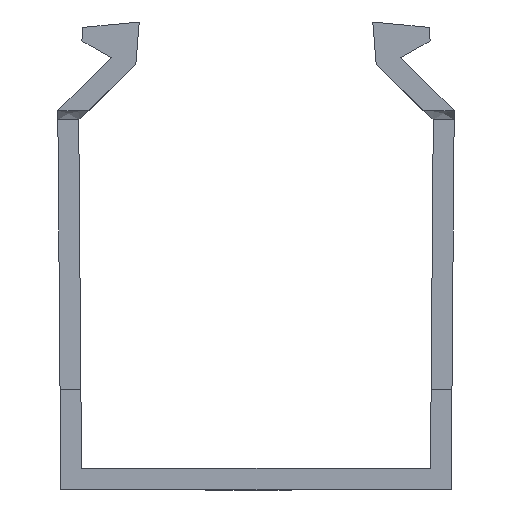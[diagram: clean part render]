
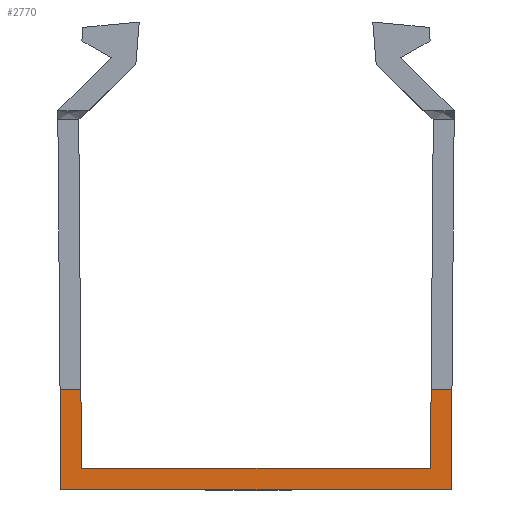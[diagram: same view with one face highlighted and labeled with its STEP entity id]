
A CAD part, left-side view. The second image highlights one B-rep face of the part: STEP entity #2770.
In plain terms, the highlighted planar face has unit normal (-1, 0, 0).
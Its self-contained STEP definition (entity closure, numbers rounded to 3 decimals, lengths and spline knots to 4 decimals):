
#2770=ADVANCED_FACE('',(#7216),#5192,.F.);
#5192=PLANE('',#52085);
#7216=FACE_OUTER_BOUND('',#9674,.T.);
#9674=EDGE_LOOP('',(#18385,#18386,#18387,#18388,#18389,#18390,#18391,#18392));
#18385=ORIENTED_EDGE('',*,*,#32585,.F.);
#18386=ORIENTED_EDGE('',*,*,#36475,.T.);
#18387=ORIENTED_EDGE('',*,*,#30374,.T.);
#18388=ORIENTED_EDGE('',*,*,#36397,.F.);
#18389=ORIENTED_EDGE('',*,*,#31093,.F.);
#18390=ORIENTED_EDGE('',*,*,#36476,.T.);
#18391=ORIENTED_EDGE('',*,*,#31144,.T.);
#18392=ORIENTED_EDGE('',*,*,#36471,.T.);
#25534=VERTEX_POINT('',#65249);
#25535=VERTEX_POINT('',#65251);
#26253=VERTEX_POINT('',#66688);
#26254=VERTEX_POINT('',#66690);
#26292=VERTEX_POINT('',#66893);
#26293=VERTEX_POINT('',#66895);
#27731=VERTEX_POINT('',#78954);
#27732=VERTEX_POINT('',#78956);
#30374=EDGE_CURVE('',#25535,#25534,#37634,.T.);
#31093=EDGE_CURVE('',#26253,#26254,#38353,.T.);
#31144=EDGE_CURVE('',#26293,#26292,#38400,.T.);
#32585=EDGE_CURVE('',#27731,#27732,#39481,.T.);
#36397=EDGE_CURVE('',#26254,#25534,#42901,.T.);
#36471=EDGE_CURVE('',#26292,#27732,#42939,.T.);
#36475=EDGE_CURVE('',#27731,#25535,#42943,.T.);
#36476=EDGE_CURVE('',#26253,#26293,#42944,.T.);
#37634=LINE('',#65250,#44102);
#38353=LINE('',#66689,#44821);
#38400=LINE('',#66894,#44868);
#39481=LINE('',#78955,#45949);
#42901=LINE('',#95479,#49369);
#42939=LINE('',#95626,#49407);
#42943=LINE('',#95632,#49411);
#42944=LINE('',#95633,#49412);
#44102=VECTOR('',#53427,1.);
#44821=VECTOR('',#54148,1.);
#44868=VECTOR('',#54221,1.);
#45949=VECTOR('',#55304,1.);
#49369=VECTOR('',#60934,1.);
#49407=VECTOR('',#61046,1.);
#49411=VECTOR('',#61054,1.);
#49412=VECTOR('',#61055,1.);
#52085=AXIS2_PLACEMENT_3D('',#95634,#61056,#61057);
#53427=DIRECTION('',(0.,0.008,-1.));
#54148=DIRECTION('',(0.,-0.008,-1.));
#54221=DIRECTION('',(0.,-0.008,-1.));
#55304=DIRECTION('',(0.,0.008,-1.));
#60934=DIRECTION('',(0.,-1.,0.));
#61046=DIRECTION('',(0.,-1.,0.));
#61054=DIRECTION('',(0.,1.,0.));
#61055=DIRECTION('',(0.,1.,0.));
#61056=DIRECTION('',(1.,0.,0.));
#61057=DIRECTION('',(0.,0.,-1.));
#65249=CARTESIAN_POINT('',(0.,-0.5643,0.07));
#65250=CARTESIAN_POINT('',(0.,-0.5734,1.1964));
#65251=CARTESIAN_POINT('',(0.,-0.5664,0.3263));
#66688=CARTESIAN_POINT('',(0.,0.5664,0.3263));
#66689=CARTESIAN_POINT('',(0.,0.5734,1.1964));
#66690=CARTESIAN_POINT('',(0.,0.5643,0.07));
#66893=CARTESIAN_POINT('',(0.,0.6313,0.));
#66894=CARTESIAN_POINT('',(0.,0.6411,1.2278));
#66895=CARTESIAN_POINT('',(0.,0.6339,0.3263));
#78954=CARTESIAN_POINT('',(0.,-0.6339,0.3263));
#78955=CARTESIAN_POINT('',(0.,-0.6411,1.2278));
#78956=CARTESIAN_POINT('',(0.,-0.6313,0.));
#95479=CARTESIAN_POINT('',(0.,0.5643,0.07));
#95626=CARTESIAN_POINT('',(0.,0.6313,0.));
#95632=CARTESIAN_POINT('',(0.,-0.05,0.3263));
#95633=CARTESIAN_POINT('',(0.,-0.05,0.3263));
#95634=CARTESIAN_POINT('',(0.,-0.05,1.8041));
